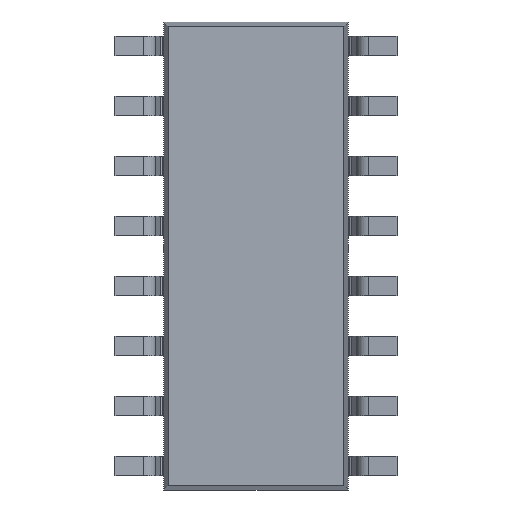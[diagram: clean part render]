
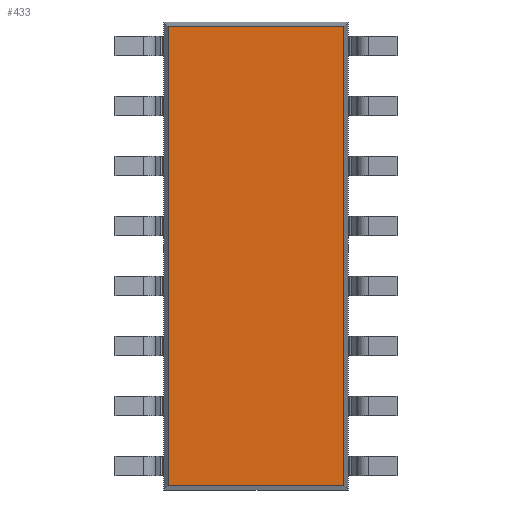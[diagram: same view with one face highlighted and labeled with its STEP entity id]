
A CAD part, front view. The second image highlights one B-rep face of the part: STEP entity #433.
In plain terms, the highlighted planar face has unit normal (0, -1, 0).
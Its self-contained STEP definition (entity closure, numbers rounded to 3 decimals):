
#5 = CARTESIAN_POINT ( 'NONE',  ( -1.86, 0.25, 4.952 ) ) ;
#336 = CARTESIAN_POINT ( 'NONE',  ( -1.95, 0.25, -4.863 ) ) ;
#401 = EDGE_CURVE ( 'NONE', #5168, #6202, #1040, .T. ) ;
#433 = ADVANCED_FACE ( 'NONE', ( #5605 ), #446, .T. ) ;
#446 = PLANE ( 'NONE',  #4056 ) ;
#1040 = LINE ( 'NONE', #336, #3568 ) ;
#1329 = EDGE_CURVE ( 'NONE', #6202, #2360, #3751, .T. ) ;
#1777 = ORIENTED_EDGE ( 'NONE', *, *, #5793, .T. ) ;
#2210 = EDGE_LOOP ( 'NONE', ( #2383, #7316, #3455, #1777 ) ) ;
#2335 = CARTESIAN_POINT ( 'NONE',  ( 1.86, 0.25, -4.863 ) ) ;
#2360 = VERTEX_POINT ( 'NONE', #6692 ) ;
#2383 = ORIENTED_EDGE ( 'NONE', *, *, #401, .T. ) ;
#2454 = VECTOR ( 'NONE', #6059, 1000. ) ;
#2544 = EDGE_CURVE ( 'NONE', #2360, #5217, #7296, .T. ) ;
#2742 = CARTESIAN_POINT ( 'NONE',  ( -1.86, 0.25, 4.863 ) ) ;
#3411 = DIRECTION ( 'NONE',  ( 0., 0., -1. ) ) ;
#3455 = ORIENTED_EDGE ( 'NONE', *, *, #2544, .T. ) ;
#3568 = VECTOR ( 'NONE', #6777, 1000. ) ;
#3668 = CARTESIAN_POINT ( 'NONE',  ( 1.95, 0.25, 4.863 ) ) ;
#3751 = LINE ( 'NONE', #4590, #5141 ) ;
#3940 = DIRECTION ( 'NONE',  ( 0., -1., 0. ) ) ;
#4056 = AXIS2_PLACEMENT_3D ( 'NONE', #5063, #3940, #7444 ) ;
#4058 = LINE ( 'NONE', #5, #5441 ) ;
#4590 = CARTESIAN_POINT ( 'NONE',  ( 1.86, 0.25, -4.952 ) ) ;
#5063 = CARTESIAN_POINT ( 'NONE',  ( 0., 0.25, 0. ) ) ;
#5141 = VECTOR ( 'NONE', #5716, 1000. ) ;
#5168 = VERTEX_POINT ( 'NONE', #5658 ) ;
#5217 = VERTEX_POINT ( 'NONE', #2742 ) ;
#5441 = VECTOR ( 'NONE', #3411, 1000. ) ;
#5605 = FACE_OUTER_BOUND ( 'NONE', #2210, .T. ) ;
#5658 = CARTESIAN_POINT ( 'NONE',  ( -1.86, 0.25, -4.863 ) ) ;
#5716 = DIRECTION ( 'NONE',  ( 0., 0., 1. ) ) ;
#5793 = EDGE_CURVE ( 'NONE', #5217, #5168, #4058, .T. ) ;
#6059 = DIRECTION ( 'NONE',  ( -1., 0., 0. ) ) ;
#6202 = VERTEX_POINT ( 'NONE', #2335 ) ;
#6692 = CARTESIAN_POINT ( 'NONE',  ( 1.86, 0.25, 4.863 ) ) ;
#6777 = DIRECTION ( 'NONE',  ( 1., 0., 0. ) ) ;
#7296 = LINE ( 'NONE', #3668, #2454 ) ;
#7316 = ORIENTED_EDGE ( 'NONE', *, *, #1329, .T. ) ;
#7444 = DIRECTION ( 'NONE',  ( 0., 0., -1. ) ) ;
